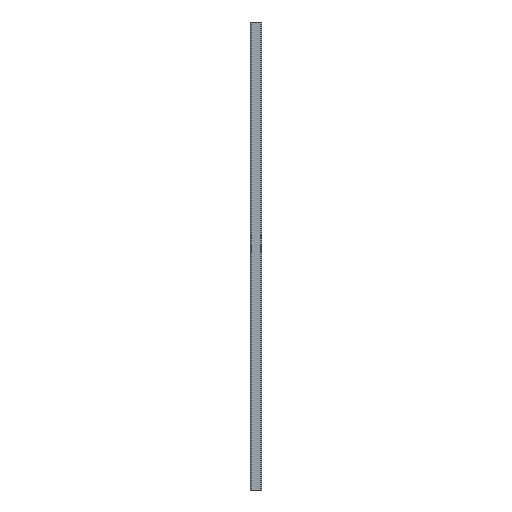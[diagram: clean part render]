
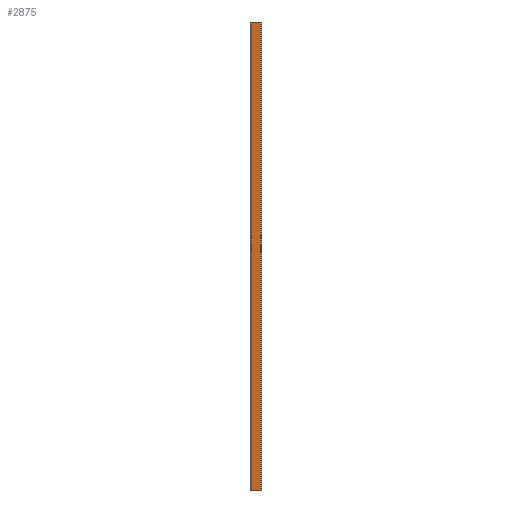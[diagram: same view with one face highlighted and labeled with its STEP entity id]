
A CAD part, front view. The second image highlights one B-rep face of the part: STEP entity #2875.
In plain terms, the highlighted planar face has unit normal (0, -1, 0).
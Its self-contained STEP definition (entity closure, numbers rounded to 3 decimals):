
#15 = VECTOR ( 'NONE', #2520, 1000. ) ;
#150 = EDGE_CURVE ( 'NONE', #2617, #2393, #2936, .T. ) ;
#334 = EDGE_CURVE ( 'NONE', #3473, #2617, #3623, .T. ) ;
#338 = CARTESIAN_POINT ( 'NONE',  ( 1., -14., 0. ) ) ;
#351 = CARTESIAN_POINT ( 'NONE',  ( 11.2, -14., -530. ) ) ;
#400 = EDGE_CURVE ( 'NONE', #1983, #2393, #3082, .T. ) ;
#511 = ORIENTED_EDGE ( 'NONE', *, *, #150, .F. ) ;
#712 = CARTESIAN_POINT ( 'NONE',  ( 1., -14., -530. ) ) ;
#735 = EDGE_LOOP ( 'NONE', ( #511, #2485, #1425, #3158 ) ) ;
#912 = EDGE_CURVE ( 'NONE', #3473, #1983, #1830, .T. ) ;
#1091 = CARTESIAN_POINT ( 'NONE',  ( 1., -14., -530. ) ) ;
#1425 = ORIENTED_EDGE ( 'NONE', *, *, #912, .T. ) ;
#1502 = DIRECTION ( 'NONE',  ( 1., 0., 0. ) ) ;
#1830 = LINE ( 'NONE', #3591, #2023 ) ;
#1837 = VECTOR ( 'NONE', #1502, 1000. ) ;
#1867 = CARTESIAN_POINT ( 'NONE',  ( 1., -14., 0. ) ) ;
#1970 = DIRECTION ( 'NONE',  ( 1., 0., 0. ) ) ;
#1983 = VERTEX_POINT ( 'NONE', #351 ) ;
#2023 = VECTOR ( 'NONE', #3326, 1000. ) ;
#2094 = AXIS2_PLACEMENT_3D ( 'NONE', #1091, #3409, #1970 ) ;
#2139 = VECTOR ( 'NONE', #2227, 1000. ) ;
#2161 = CARTESIAN_POINT ( 'NONE',  ( 11.2, -14., -530. ) ) ;
#2227 = DIRECTION ( 'NONE',  ( 0., 0., 1. ) ) ;
#2255 = CARTESIAN_POINT ( 'NONE',  ( 11.2, -14., 0. ) ) ;
#2393 = VERTEX_POINT ( 'NONE', #2255 ) ;
#2479 = CARTESIAN_POINT ( 'NONE',  ( 1., -14., -530. ) ) ;
#2485 = ORIENTED_EDGE ( 'NONE', *, *, #334, .F. ) ;
#2520 = DIRECTION ( 'NONE',  ( 0., 0., 1. ) ) ;
#2537 = FACE_OUTER_BOUND ( 'NONE', #735, .T. ) ;
#2617 = VERTEX_POINT ( 'NONE', #1867 ) ;
#2875 = ADVANCED_FACE ( 'NONE', ( #2537 ), #3696, .T. ) ;
#2936 = LINE ( 'NONE', #338, #1837 ) ;
#3082 = LINE ( 'NONE', #2161, #2139 ) ;
#3158 = ORIENTED_EDGE ( 'NONE', *, *, #400, .T. ) ;
#3326 = DIRECTION ( 'NONE',  ( 1., 0., 0. ) ) ;
#3409 = DIRECTION ( 'NONE',  ( 0., -1., 0. ) ) ;
#3473 = VERTEX_POINT ( 'NONE', #2479 ) ;
#3591 = CARTESIAN_POINT ( 'NONE',  ( 1., -14., -530. ) ) ;
#3623 = LINE ( 'NONE', #712, #15 ) ;
#3696 = PLANE ( 'NONE',  #2094 ) ;
